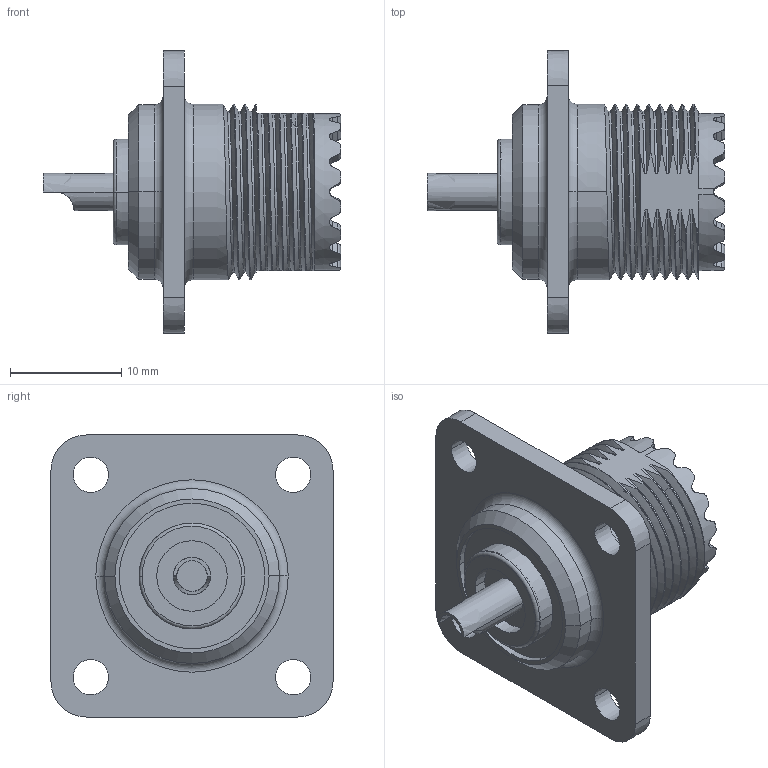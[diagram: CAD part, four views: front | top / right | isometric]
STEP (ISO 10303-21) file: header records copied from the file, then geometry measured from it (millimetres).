
FILE_DESCRIPTION((''),'2;1');
FILE_NAME('PL-259_JACK','2017-01-19T',('ks02456'),(''),'PRO/ENGINEER BY PARAMETRIC TECHNOLOGY CORPORATION, 2014090','PRO/ENGINEER BY PARAMETRIC TECHNOLOGY CORPORATION, 2014090','');
FILE_SCHEMA(('CONFIG_CONTROL_DESIGN'));
Length unit declared in the file: millimetre
Products named in the file (1): PL-259_JACK
Bounding box: 26.8 x 25.4 x 25.4 mm (x, y, z)
Surface area: 3314.8 mm2 (no closed solid volume)
Topology: 0 solids, 0 shells, 244 faces, 1364 edges, 1360 vertices
Faces by surface type: bspline 236, torus 8
Entity records: 35921 total; most frequent: CARTESIAN_POINT 22748, DEFINITIONAL_REPRESENTATION 1356, PCURVE 1356, COMPOSITE_CURVE_SEGMENT 1356, DIRECTION 1120, B_SPLINE_CURVE_WITH_KNOTS 1064, TRIMMED_CURVE 970, VECTOR 836
